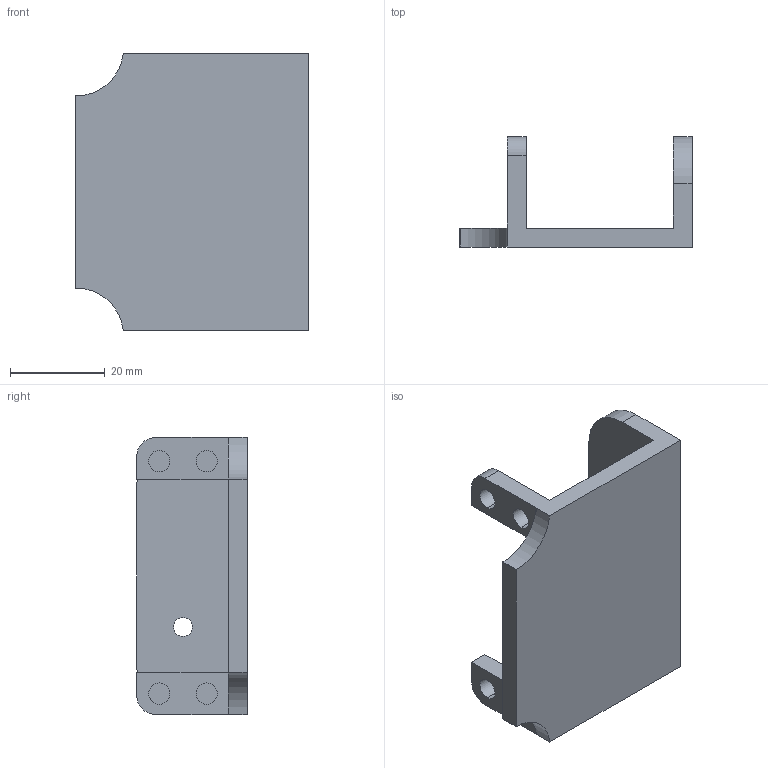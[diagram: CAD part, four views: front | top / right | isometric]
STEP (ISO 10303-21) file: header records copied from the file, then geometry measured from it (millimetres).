
FILE_DESCRIPTION (( 'STEP AP203' ), '1' );
FILE_NAME ('pe_esquerdo_Default_sldprt.STEP', '2023-03-14T16:36:29', ( '' ), ( '' ), 'SwSTEP 2.0', 'SolidWorks 2022', '' );
FILE_SCHEMA (( 'CONFIG_CONTROL_DESIGN' ));
Length unit declared in the file: millimetre
Products named in the file (1): pe_esquerdo_Default_sldprt
Bounding box: 49 x 23.3 x 58.4 mm (x, y, z)
Volume: 16284.4 mm3; surface area: 9659.1 mm2
Topology: 1 solids, 1 shells, 34 faces, 94 edges, 62 vertices
Faces by surface type: plane 18, cylinder 16
Entity records: 1191 total; most frequent: DIRECTION 196, CARTESIAN_POINT 191, ORIENTED_EDGE 188, EDGE_CURVE 94, AXIS2_PLACEMENT_3D 67, VECTOR 62, VERTEX_POINT 62, LINE 62
